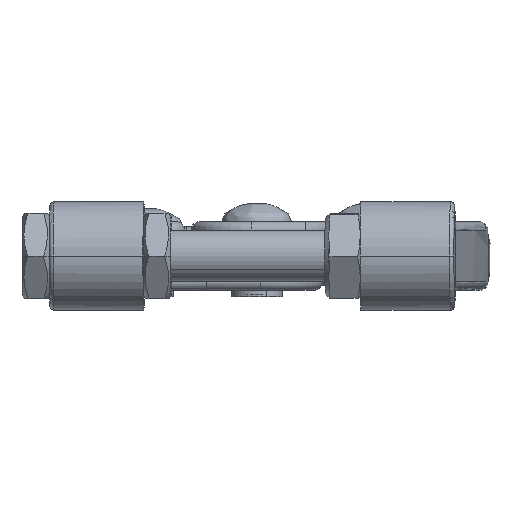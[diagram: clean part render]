
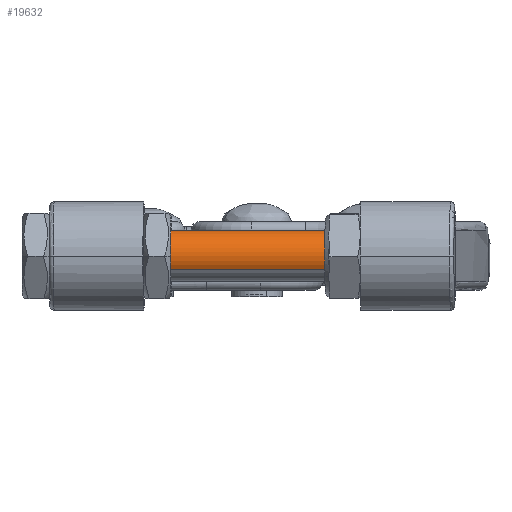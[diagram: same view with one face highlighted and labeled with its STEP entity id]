
A CAD part, left-side view. The second image highlights one B-rep face of the part: STEP entity #19632.
In plain terms, the highlighted cylindrical face has radius 3 mm (diameter 6 mm), a partial arc.
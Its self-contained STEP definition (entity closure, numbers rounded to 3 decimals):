
#2816 = AXIS2_PLACEMENT_3D ( 'NONE', #10788, #10790, #10792 ) ;
#2817 = AXIS2_PLACEMENT_3D ( 'NONE', #10797, #10798, #10799 ) ;
#7814 = CIRCLE ( 'NONE', #2816, 3. ) ;
#7817 = LINE ( 'NONE', #10786, #7821 ) ;
#7820 = CIRCLE ( 'NONE', #2817, 3. ) ;
#7821 = VECTOR ( 'NONE', #10795, 1000. ) ;
#7822 = LINE ( 'NONE', #10793, #7824 ) ;
#7824 = VECTOR ( 'NONE', #10774, 1000. ) ;
#8595 = CARTESIAN_POINT ( 'NONE',  ( 39.15, 0., 0. ) ) ;
#8597 = DIRECTION ( 'NONE',  ( -1., 0., 0. ) ) ;
#8601 = DIRECTION ( 'NONE',  ( 0., 0., 1. ) ) ;
#10774 = DIRECTION ( 'NONE',  ( -1., 0., 0. ) ) ;
#10786 = CARTESIAN_POINT ( 'NONE',  ( 39.15, 0., -3. ) ) ;
#10788 = CARTESIAN_POINT ( 'NONE',  ( 38.85, 0., 0. ) ) ;
#10790 = DIRECTION ( 'NONE',  ( -1., 0., 0. ) ) ;
#10792 = DIRECTION ( 'NONE',  ( 0., 0., -1. ) ) ;
#10793 = CARTESIAN_POINT ( 'NONE',  ( 39.15, 0., 3. ) ) ;
#10795 = DIRECTION ( 'NONE',  ( -1., 0., 0. ) ) ;
#10797 = CARTESIAN_POINT ( 'NONE',  ( 4.15, 0., 0. ) ) ;
#10798 = DIRECTION ( 'NONE',  ( 1., 0., 0. ) ) ;
#10799 = DIRECTION ( 'NONE',  ( 0., 0., 1. ) ) ;
#10944 = ORIENTED_EDGE ( 'NONE', *, *, #26866, .F. ) ;
#10946 = ORIENTED_EDGE ( 'NONE', *, *, #26865, .T. ) ;
#10948 = ORIENTED_EDGE ( 'NONE', *, *, #26864, .T. ) ;
#10951 = ORIENTED_EDGE ( 'NONE', *, *, #26862, .T. ) ;
#13077 = VERTEX_POINT ( 'NONE', #20698 ) ;
#13079 = VERTEX_POINT ( 'NONE', #20696 ) ;
#13080 = VERTEX_POINT ( 'NONE', #20695 ) ;
#13081 = VERTEX_POINT ( 'NONE', #20693 ) ;
#19632 = ADVANCED_FACE ( 'NONE', ( #30679 ), #30685, .T. ) ;
#20693 = CARTESIAN_POINT ( 'NONE',  ( 38.85, 0., 3. ) ) ;
#20695 = CARTESIAN_POINT ( 'NONE',  ( 38.85, 0., -3. ) ) ;
#20696 = CARTESIAN_POINT ( 'NONE',  ( 4.15, 0., -3. ) ) ;
#20698 = CARTESIAN_POINT ( 'NONE',  ( 4.15, 0., 3. ) ) ;
#21757 = EDGE_LOOP ( 'NONE', ( #10951, #10948, #10946, #10944 ) ) ;
#26862 = EDGE_CURVE ( 'NONE', #13081, #13080, #7814, .T. ) ;
#26864 = EDGE_CURVE ( 'NONE', #13080, #13079, #7817, .T. ) ;
#26865 = EDGE_CURVE ( 'NONE', #13079, #13077, #7820, .T. ) ;
#26866 = EDGE_CURVE ( 'NONE', #13081, #13077, #7822, .T. ) ;
#27985 = AXIS2_PLACEMENT_3D ( 'NONE', #8595, #8597, #8601 ) ;
#30679 = FACE_OUTER_BOUND ( 'NONE', #21757, .T. ) ;
#30685 = CYLINDRICAL_SURFACE ( 'NONE', #27985, 3. ) ;
